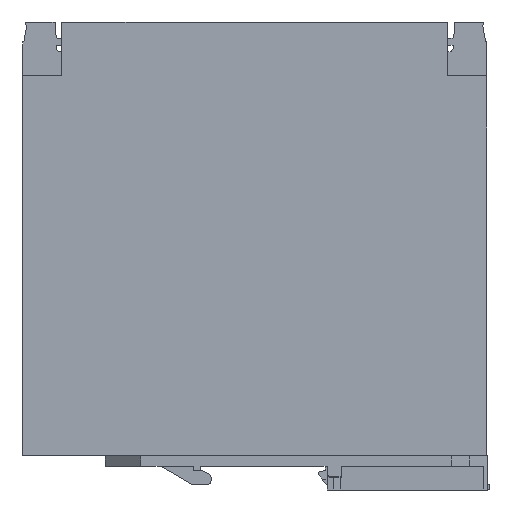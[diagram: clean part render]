
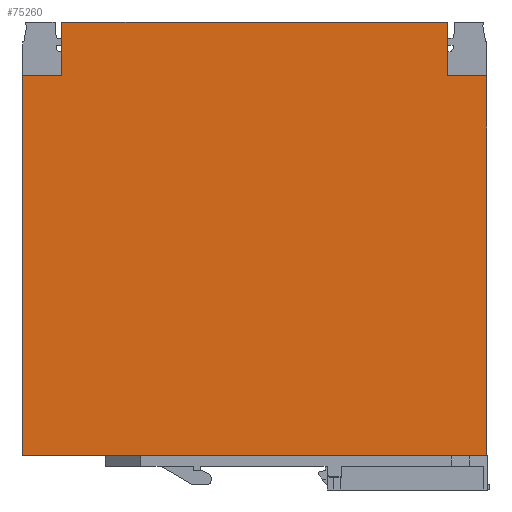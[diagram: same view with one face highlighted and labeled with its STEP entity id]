
A CAD part, left-side view. The second image highlights one B-rep face of the part: STEP entity #75260.
In plain terms, the highlighted planar face has unit normal (-1, 0, 0).
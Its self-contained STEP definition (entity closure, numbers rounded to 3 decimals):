
#72350=CARTESIAN_POINT('',(72.,130.608,0.));
#72360=DIRECTION('',(0.,0.,-1.));
#72370=VECTOR('',#72360,1.);
#72380=LINE('',#72350,#72370);
#72390=CARTESIAN_POINT('',(72.,130.608,116.6));
#72400=VERTEX_POINT('',#72390);
#72410=CARTESIAN_POINT('',(72.,130.608,10.15));
#72420=VERTEX_POINT('',#72410);
#72430=EDGE_CURVE('',#72400,#72420,#72380,.T.);
#72730=CARTESIAN_POINT('',(72.,0.,10.15));
#72740=DIRECTION('',(0.,1.,0.));
#72750=VECTOR('',#72740,1.);
#72760=LINE('',#72730,#72750);
#72770=CARTESIAN_POINT('',(72.,0.508,10.15));
#72780=VERTEX_POINT('',#72770);
#72790=EDGE_CURVE('',#72780,#72420,#72760,.T.);
#74000=CARTESIAN_POINT('',(72.,0.,116.6));
#74010=DIRECTION('',(0.,1.,0.));
#74020=VECTOR('',#74010,1.);
#74030=LINE('',#74000,#74020);
#74040=CARTESIAN_POINT('',(72.,0.508,116.6));
#74050=VERTEX_POINT('',#74040);
#74060=CARTESIAN_POINT('',(72.,11.508,116.6));
#74070=VERTEX_POINT('',#74060);
#74080=EDGE_CURVE('',#74050,#74070,#74030,.T.);
#74800=CARTESIAN_POINT('',(72.,1.318,115.79));
#74810=DIRECTION('',(1.,0.,0.));
#74820=DIRECTION('',(0.,-1.,0.));
#74830=AXIS2_PLACEMENT_3D('',#74800,#74810,#74820);
#74840=PLANE('',#74830);
#74850=CARTESIAN_POINT('',(72.,11.508,0.));
#74860=DIRECTION('',(0.,0.,-1.));
#74870=VECTOR('',#74860,1.);
#74880=LINE('',#74850,#74870);
#74890=CARTESIAN_POINT('',(72.,11.508,131.6));
#74900=VERTEX_POINT('',#74890);
#74910=EDGE_CURVE('',#74900,#74070,#74880,.T.);
#74920=ORIENTED_EDGE('',*,*,#74910,.F.);
#74930=ORIENTED_EDGE('',*,*,#74080,.T.);
#74940=CARTESIAN_POINT('',(72.,0.508,0.));
#74950=DIRECTION('',(0.,0.,-1.));
#74960=VECTOR('',#74950,1.);
#74970=LINE('',#74940,#74960);
#74980=EDGE_CURVE('',#74050,#72780,#74970,.T.);
#74990=ORIENTED_EDGE('',*,*,#74980,.F.);
#75000=ORIENTED_EDGE('',*,*,#72790,.F.);
#75010=ORIENTED_EDGE('',*,*,#72430,.T.);
#75020=CARTESIAN_POINT('',(72.,0.,116.6));
#75030=DIRECTION('',(0.,-1.,0.));
#75040=VECTOR('',#75030,1.);
#75050=LINE('',#75020,#75040);
#75060=CARTESIAN_POINT('',(72.,119.608,116.6));
#75070=VERTEX_POINT('',#75060);
#75080=EDGE_CURVE('',#72400,#75070,#75050,.T.);
#75090=ORIENTED_EDGE('',*,*,#75080,.F.);
#75100=CARTESIAN_POINT('',(72.,119.608,0.));
#75110=DIRECTION('',(0.,0.,1.));
#75120=VECTOR('',#75110,1.);
#75130=LINE('',#75100,#75120);
#75140=CARTESIAN_POINT('',(72.,119.608,131.6));
#75150=VERTEX_POINT('',#75140);
#75160=EDGE_CURVE('',#75070,#75150,#75130,.T.);
#75170=ORIENTED_EDGE('',*,*,#75160,.F.);
#75180=CARTESIAN_POINT('',(72.,0.,131.6));
#75190=DIRECTION('',(0.,-1.,0.));
#75200=VECTOR('',#75190,1.);
#75210=LINE('',#75180,#75200);
#75220=EDGE_CURVE('',#75150,#74900,#75210,.T.);
#75230=ORIENTED_EDGE('',*,*,#75220,.F.);
#75240=EDGE_LOOP('',(#75230,#75170,#75090,#75010,#75000,#74990,#74930,
#74920));
#75250=FACE_OUTER_BOUND('',#75240,.T.);
#75260=ADVANCED_FACE('',(#75250),#74840,.F.);
